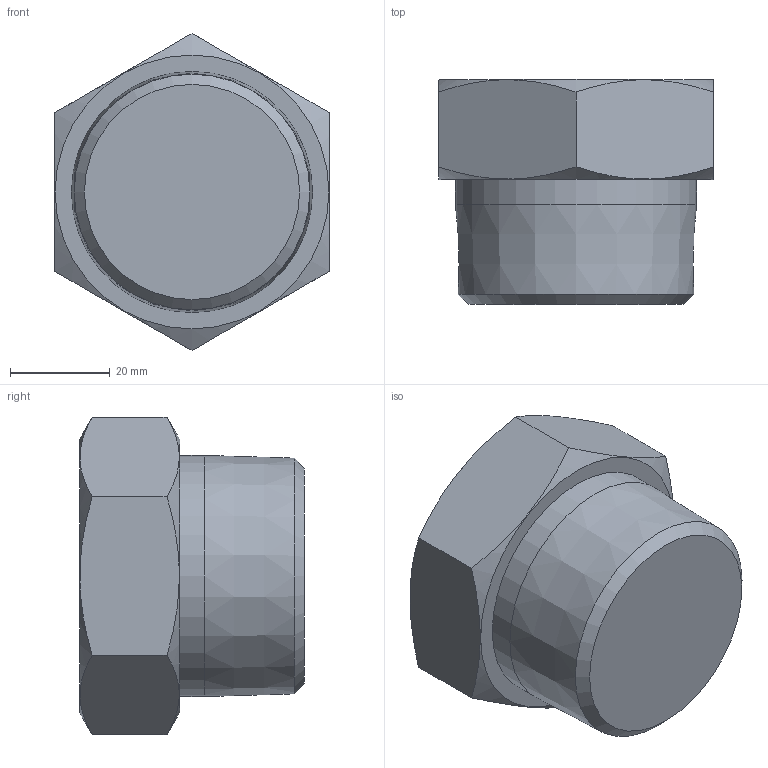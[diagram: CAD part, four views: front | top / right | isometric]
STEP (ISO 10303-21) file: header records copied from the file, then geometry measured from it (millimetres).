
FILE_DESCRIPTION(/* description */ (''),/* implementation_level */ '2;1');
FILE_NAME(/* name */ '31428W.stp',/* time_stamp */ '2018-02-06T13:51:00+01:00',/* author */ ('acgl'),/* organization */ (''),/* preprocessor_version */ 'ST-DEVELOPER v15.6',/* originating_system */ 'Autodesk Inventor 2015',/* authorisation */ '');
FILE_SCHEMA (('AUTOMOTIVE_DESIGN { 1 0 10303 214 3 1 1 }'));
Length unit declared in the file: centimetre
Products named in the file (1): 31428W
Bounding box: 55 x 45 x 63.51 mm (x, y, z)
Volume: 96539.1 mm3; surface area: 12329.2 mm2
Topology: 1 solids, 1 shells, 18 faces, 35 edges, 22 vertices
Faces by surface type: plane 11, cone 4, cylinder 3
Full cylindrical faces by diameter (mm): 5.5 x1, 10.1 x1, 48.3 x1
Entity records: 459 total; most frequent: CARTESIAN_POINT 93, DIRECTION 64, ORIENTED_EDGE 56, AXIS2_PLACEMENT_3D 29, EDGE_LOOP 28, EDGE_CURVE 28, VERTEX_POINT 22, STYLED_ITEM 19
